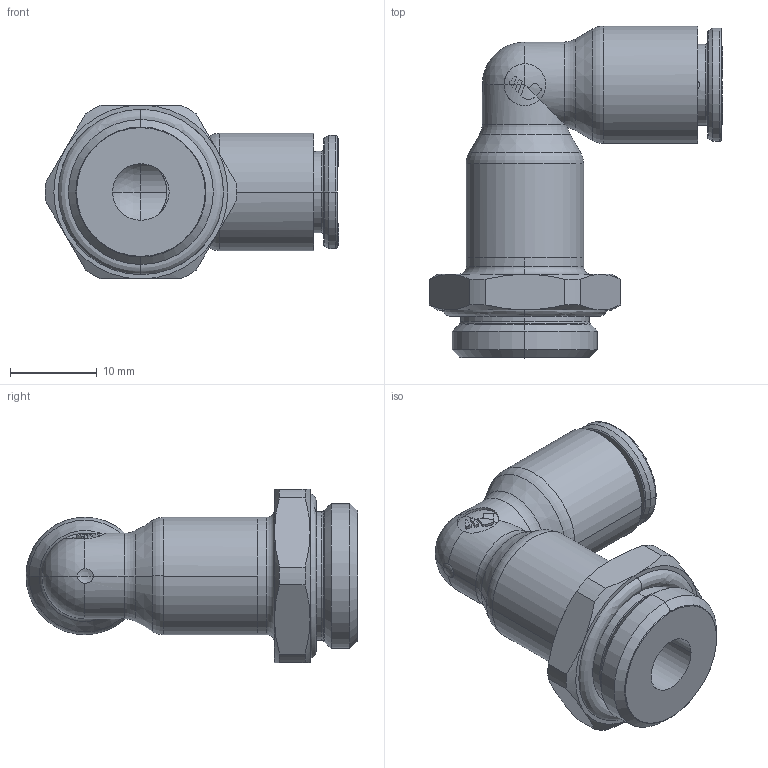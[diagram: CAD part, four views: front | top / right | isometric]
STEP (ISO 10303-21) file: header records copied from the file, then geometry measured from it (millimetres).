
FILE_DESCRIPTION(('STEP AP214'),'1');
FILE_NAME('6899_08_17.stp','2016-07-07T14:52:28',('TraceParts'),('TraceParts S.A.'),'Spatial InterOp 3D',' ',' ');
FILE_SCHEMA(('automotive_design'));
Length unit declared in the file: millimetre
Products named in the file (11): V899-08-17_ASM|Next assembly relationship#44108-19_ASM|Next assembly relationship#44108-30;44108-30; V899-08-17_ASM|Next assembly relationship#44108-19_ASM|Next assembly relationship#44108-32;44108-32; V899-08-17_ASM|Next assembly relationship#44108-19_ASM|Next assembly relationship#44108;44108; V899-08-17_ASM|Next assembly relationship#44108-19_ASM|Next assembly relationship#44108-40;44108-40; V899-08-17_ASM|Next assembly relationship#44518-02;44518-02; V899-08-17_ASM|Next assembly relationship#44230-15-69;44230-15-69; V899-08-17_ASM|Next assembly relationship#44108-11-10-ASM;44108-11-10-ASM; V899-08-17_ASM|Next assembly relationship#23955-24_D19_D14_8_1_5;23955-24_D19_D14_8_1_5
Bounding box: 33.74 x 38.15 x 20 mm (x, y, z)
Volume: 5396 mm3; surface area: 7668 mm2
Topology: 9 solids, 11 shells, 870 faces, 2228 edges, 1404 vertices
Faces by surface type: plane 426, cylinder 131, torus 127, cone 114, bspline 54, sphere 13, revolution 4, extrusion 1
Entity records: 29125 total; most frequent: CARTESIAN_POINT 8002, ORIENTED_EDGE 4432, DIRECTION 4284, EDGE_CURVE 2220, AXIS2_PLACEMENT_3D 1479, VERTEX_POINT 1404, VECTOR 1322, LINE 1321
